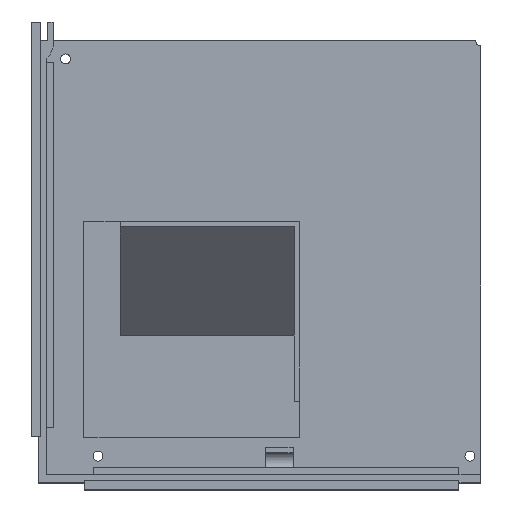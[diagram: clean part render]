
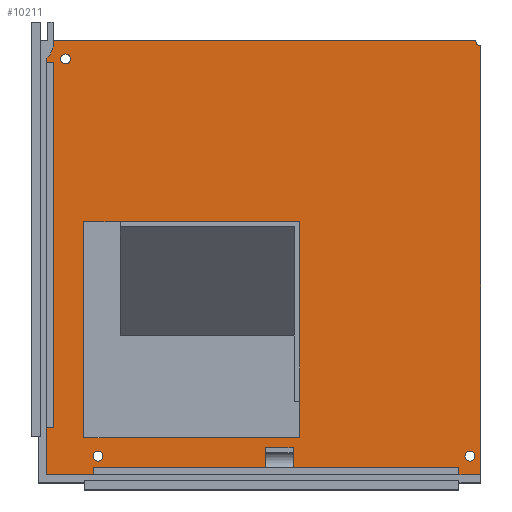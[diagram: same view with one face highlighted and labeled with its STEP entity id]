
A CAD part, top view. The second image highlights one B-rep face of the part: STEP entity #10211.
In plain terms, the highlighted planar face has unit normal (0, 0, 1).
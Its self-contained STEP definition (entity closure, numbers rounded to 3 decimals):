
#20=FACE_BOUND('',#797,.T.);
#21=FACE_BOUND('',#798,.T.);
#22=FACE_BOUND('',#799,.T.);
#23=FACE_BOUND('',#800,.T.);
#148=CIRCLE('',#10805,2.75);
#150=CIRCLE('',#10808,2.75);
#151=CIRCLE('',#10809,2.75);
#152=CIRCLE('',#10810,2.75);
#206=FACE_OUTER_BOUND('',#796,.T.);
#796=EDGE_LOOP('',(#6883,#6884,#6885,#6886,#6887));
#797=EDGE_LOOP('',(#6888,#6889,#6890,#6891,#6892));
#798=EDGE_LOOP('',(#6893));
#799=EDGE_LOOP('',(#6894));
#800=EDGE_LOOP('',(#6895));
#1507=LINE('',#14151,#2923);
#1555=LINE('',#14255,#2971);
#1561=LINE('',#14266,#2977);
#1565=LINE('',#14279,#2981);
#1566=LINE('',#14280,#2982);
#1567=LINE('',#14281,#2983);
#1568=LINE('',#14283,#2984);
#1569=LINE('',#14284,#2985);
#1570=LINE('',#14285,#2986);
#2923=VECTOR('',#11478,10.);
#2971=VECTOR('',#11552,10.);
#2977=VECTOR('',#11562,10.);
#2981=VECTOR('',#11574,10.);
#2982=VECTOR('',#11575,10.);
#2983=VECTOR('',#11576,10.);
#2984=VECTOR('',#11577,10.);
#2985=VECTOR('',#11578,10.);
#2986=VECTOR('',#11579,10.);
#4325=VERTEX_POINT('',#14148);
#4326=VERTEX_POINT('',#14150);
#4368=VERTEX_POINT('',#14252);
#4369=VERTEX_POINT('',#14254);
#4371=VERTEX_POINT('',#14263);
#4372=VERTEX_POINT('',#14265);
#4373=VERTEX_POINT('',#14269);
#4375=VERTEX_POINT('',#14272);
#4377=VERTEX_POINT('',#14278);
#4378=VERTEX_POINT('',#14282);
#4379=VERTEX_POINT('',#14286);
#4380=VERTEX_POINT('',#14288);
#4381=VERTEX_POINT('',#14290);
#5307=EDGE_CURVE('',#4325,#4326,#1507,.T.);
#5357=EDGE_CURVE('',#4369,#4368,#1555,.T.);
#5363=EDGE_CURVE('',#4372,#4371,#1561,.T.);
#5366=EDGE_CURVE('',#4375,#4373,#148,.T.);
#5369=EDGE_CURVE('',#4377,#4373,#1565,.T.);
#5370=EDGE_CURVE('',#4377,#4326,#1566,.T.);
#5371=EDGE_CURVE('',#4325,#4375,#1567,.T.);
#5372=EDGE_CURVE('',#4368,#4378,#1568,.T.);
#5373=EDGE_CURVE('',#4378,#4372,#1569,.T.);
#5374=EDGE_CURVE('',#4371,#4369,#1570,.T.);
#5375=EDGE_CURVE('',#4379,#4379,#150,.T.);
#5376=EDGE_CURVE('',#4380,#4380,#151,.T.);
#5377=EDGE_CURVE('',#4381,#4381,#152,.T.);
#6883=ORIENTED_EDGE('',*,*,#5366,.T.);
#6884=ORIENTED_EDGE('',*,*,#5369,.F.);
#6885=ORIENTED_EDGE('',*,*,#5370,.T.);
#6886=ORIENTED_EDGE('',*,*,#5307,.F.);
#6887=ORIENTED_EDGE('',*,*,#5371,.T.);
#6888=ORIENTED_EDGE('',*,*,#5372,.T.);
#6889=ORIENTED_EDGE('',*,*,#5373,.T.);
#6890=ORIENTED_EDGE('',*,*,#5363,.T.);
#6891=ORIENTED_EDGE('',*,*,#5374,.T.);
#6892=ORIENTED_EDGE('',*,*,#5357,.T.);
#6893=ORIENTED_EDGE('',*,*,#5375,.T.);
#6894=ORIENTED_EDGE('',*,*,#5376,.T.);
#6895=ORIENTED_EDGE('',*,*,#5377,.T.);
#9636=PLANE('',#10807);
#10211=ADVANCED_FACE('',(#206,#20,#21,#22,#23),#9636,.T.);
#10805=AXIS2_PLACEMENT_3D('',#14273,#11567,#11568);
#10807=AXIS2_PLACEMENT_3D('',#14277,#11572,#11573);
#10808=AXIS2_PLACEMENT_3D('',#14287,#11580,#11581);
#10809=AXIS2_PLACEMENT_3D('',#14289,#11582,#11583);
#10810=AXIS2_PLACEMENT_3D('',#14291,#11584,#11585);
#11478=DIRECTION('',(-1.,0.,0.));
#11552=DIRECTION('',(0.,1.,0.));
#11562=DIRECTION('',(0.,-1.,0.));
#11567=DIRECTION('center_axis',(0.,0.,-1.));
#11568=DIRECTION('ref_axis',(-1.,0.,0.));
#11572=DIRECTION('center_axis',(0.,0.,1.));
#11573=DIRECTION('ref_axis',(1.,0.,0.));
#11574=DIRECTION('',(1.,0.,0.));
#11575=DIRECTION('',(0.,-1.,0.));
#11576=DIRECTION('',(0.,1.,0.));
#11577=DIRECTION('',(1.,0.,0.));
#11578=DIRECTION('',(1.,0.,0.));
#11579=DIRECTION('',(-1.,0.,0.));
#11580=DIRECTION('center_axis',(0.,0.,-1.));
#11581=DIRECTION('ref_axis',(-1.,0.,0.));
#11582=DIRECTION('center_axis',(0.,0.,-1.));
#11583=DIRECTION('ref_axis',(-1.,0.,0.));
#11584=DIRECTION('center_axis',(0.,0.,-1.));
#11585=DIRECTION('ref_axis',(-1.,0.,0.));
#14148=CARTESIAN_POINT('',(240.,-0.5,4.));
#14150=CARTESIAN_POINT('',(-0.5,-0.5,4.));
#14151=CARTESIAN_POINT('',(177.75,-0.5,4.));
#14252=CARTESIAN_POINT('',(20.2,139.8,4.));
#14254=CARTESIAN_POINT('',(20.2,20.2,4.));
#14255=CARTESIAN_POINT('',(20.2,189.9,4.));
#14263=CARTESIAN_POINT('',(139.8,20.2,4.));
#14265=CARTESIAN_POINT('',(139.8,139.8,4.));
#14266=CARTESIAN_POINT('',(139.8,140.1,4.));
#14269=CARTESIAN_POINT('',(237.25,240.,4.));
#14272=CARTESIAN_POINT('',(240.,237.25,4.));
#14273=CARTESIAN_POINT('Origin',(240.,240.,4.));
#14277=CARTESIAN_POINT('Origin',(240.,240.,4.));
#14278=CARTESIAN_POINT('',(-0.5,240.,4.));
#14279=CARTESIAN_POINT('',(240.,240.,4.));
#14280=CARTESIAN_POINT('',(-0.5,119.75,4.));
#14281=CARTESIAN_POINT('',(240.,240.,4.));
#14282=CARTESIAN_POINT('',(40.2,139.8,4.));
#14283=CARTESIAN_POINT('',(140.1,139.8,4.));
#14284=CARTESIAN_POINT('',(189.9,139.8,4.));
#14285=CARTESIAN_POINT('',(140.1,20.2,4.));
#14286=CARTESIAN_POINT('',(236.75,10.,4.));
#14287=CARTESIAN_POINT('Origin',(234.,10.,4.));
#14288=CARTESIAN_POINT('',(30.75,10.,4.));
#14289=CARTESIAN_POINT('Origin',(28.,10.,4.));
#14290=CARTESIAN_POINT('',(12.75,230.,4.));
#14291=CARTESIAN_POINT('Origin',(10.,230.,4.));
